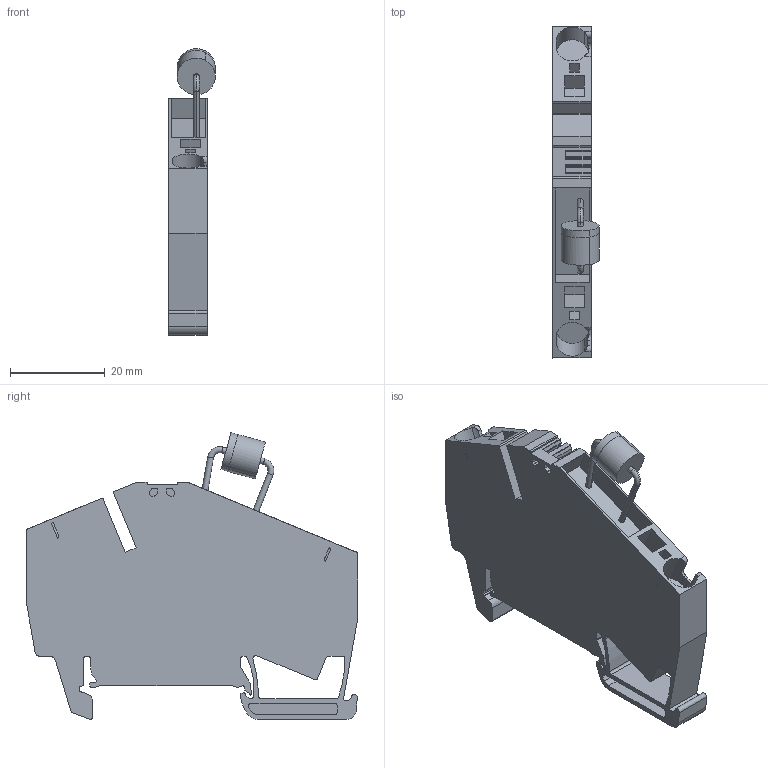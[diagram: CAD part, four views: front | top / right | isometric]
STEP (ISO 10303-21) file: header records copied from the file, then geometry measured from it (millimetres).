
FILE_DESCRIPTION(('CATIA V5 STEP Exchange','CAx-IF Rec.Pracs.--- Model Styling and Organization---1.4--- 2014-01-23'),'2;1');
FILE_NAME ('D1448629_2', '2022-01-06T08:46:49+00:00', ('none'), ('Weidmueller'), 'CATIA Version 5-6 Release 2016 SP3 HF44', 'CATIA V5 STEP AP214', 'none');
FILE_SCHEMA(('AUTOMOTIVE_DESIGN { 1 0 10303 214 1 1 1 1 }'));
Length unit declared in the file: millimetre
Products named in the file (1): 1121120000
Bounding box: 9.82 x 69.95 x 60.39 mm (x, y, z)
Volume: 18969.1 mm3; surface area: 9882.9 mm2
Topology: 3 solids, 4 shells, 272 faces, 745 edges, 495 vertices
Faces by surface type: plane 148, cylinder 120, torus 4
Entity records: 8654 total; most frequent: CARTESIAN_POINT 1635, ORIENTED_EDGE 1490, DIRECTION 1195, EDGE_CURVE 745, VECTOR 502, LINE 502, VERTEX_POINT 495, AXIS2_PLACEMENT_3D 457
